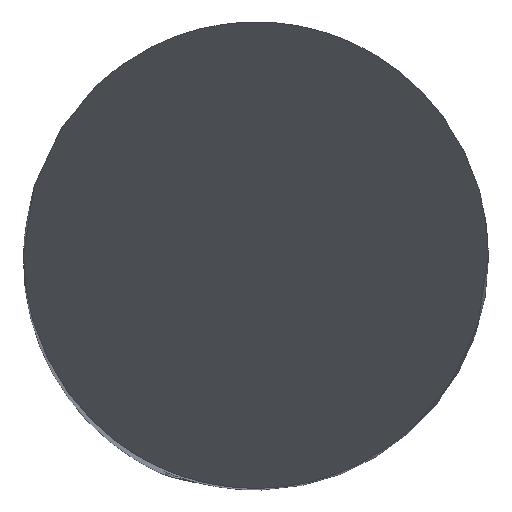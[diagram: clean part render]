
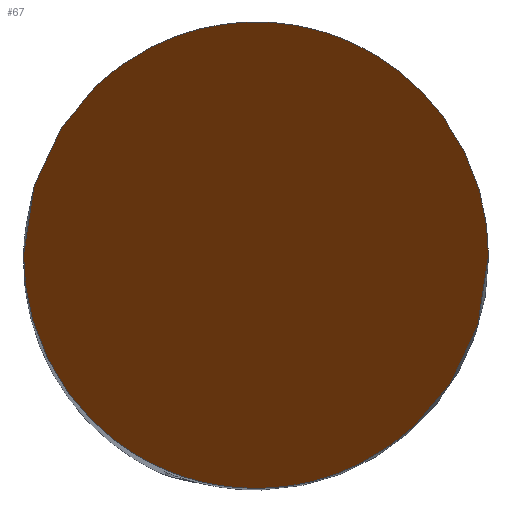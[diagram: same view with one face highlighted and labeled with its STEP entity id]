
A CAD part, top view. The second image highlights one B-rep face of the part: STEP entity #67.
In plain terms, the highlighted planar face has unit normal (0, -0.866, 0.5).
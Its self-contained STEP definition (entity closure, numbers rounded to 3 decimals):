
#52=PLANE('',#545);
#67=ADVANCED_FACE('',(#102),#52,.F.);
#102=FACE_OUTER_BOUND('',#129,.T.);
#129=EDGE_LOOP('',(#279,#280));
#279=ORIENTED_EDGE('',*,*,#430,.F.);
#280=ORIENTED_EDGE('',*,*,#419,.F.);
#373=VERTEX_POINT('',#674);
#374=VERTEX_POINT('',#675);
#419=EDGE_CURVE('',#373,#374,#497,.T.);
#430=EDGE_CURVE('',#374,#373,#500,.T.);
#497=(
BOUNDED_CURVE()
B_SPLINE_CURVE(3,(#670,#671,#672,#673),.UNSPECIFIED.,.F.,.F.)
B_SPLINE_CURVE_WITH_KNOTS((4,4),(0.,1.),.UNSPECIFIED.)
CURVE()
GEOMETRIC_REPRESENTATION_ITEM()
RATIONAL_B_SPLINE_CURVE((1.,0.333,0.333,1.))
REPRESENTATION_ITEM('')
);
#500=(
BOUNDED_CURVE()
B_SPLINE_CURVE(3,(#723,#724,#725,#726),.UNSPECIFIED.,.F.,.F.)
B_SPLINE_CURVE_WITH_KNOTS((4,4),(0.,1.),.UNSPECIFIED.)
CURVE()
GEOMETRIC_REPRESENTATION_ITEM()
RATIONAL_B_SPLINE_CURVE((1.,0.333,0.333,1.))
REPRESENTATION_ITEM('')
);
#545=AXIS2_PLACEMENT_3D('',#835,#603,#604);
#603=DIRECTION('',(0.,0.866,-0.5));
#604=DIRECTION('',(0.,-0.5,-0.866));
#670=CARTESIAN_POINT('',(-3.5,0.,-0.002));
#671=CARTESIAN_POINT('',(-3.5,7.,12.122));
#672=CARTESIAN_POINT('',(3.5,7.,12.122));
#673=CARTESIAN_POINT('',(3.5,0.,-0.002));
#674=CARTESIAN_POINT('',(-3.5,0.,-0.002));
#675=CARTESIAN_POINT('',(3.5,0.,-0.002));
#723=CARTESIAN_POINT('',(3.5,0.,-0.002));
#724=CARTESIAN_POINT('',(3.5,-7.,-12.127));
#725=CARTESIAN_POINT('',(-3.5,-7.,-12.127));
#726=CARTESIAN_POINT('',(-3.5,0.,-0.002));
#835=CARTESIAN_POINT('',(-3.5,3.5,6.06));
